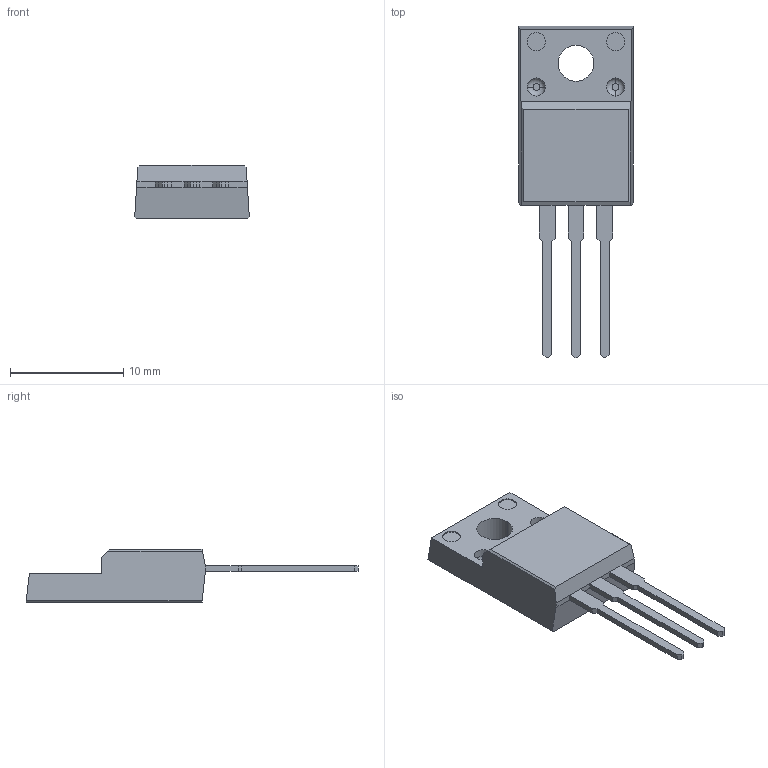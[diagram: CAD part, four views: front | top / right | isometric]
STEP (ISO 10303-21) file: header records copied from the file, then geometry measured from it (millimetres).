
FILE_DESCRIPTION (( 'STEP AP214' ), '1' );
FILE_NAME ('User Library-Transistors TO-220F.STEP', '2019-01-22T13:29:21', ( '' ), ( '' ), 'SwSTEP 2.0', 'SolidWorks 2018', '' );
FILE_SCHEMA (( 'AUTOMOTIVE_DESIGN' ));
Length unit declared in the file: millimetre
Products named in the file (1): User Library-Transistors TO-220F
Bounding box: 10.14 x 29.37 x 4.7 mm (x, y, z)
Volume: 576.4 mm3; surface area: 643.8 mm2
Topology: 1 solids, 1 shells, 69 faces, 175 edges, 112 vertices
Faces by surface type: plane 55, cylinder 10, torus 4
Entity records: 2844 total; most frequent: CARTESIAN_POINT 357, ORIENTED_EDGE 350, DIRECTION 345, EDGE_CURVE 175, LINE 145, VECTOR 145, VERTEX_POINT 112, AXIS2_PLACEMENT_3D 100
